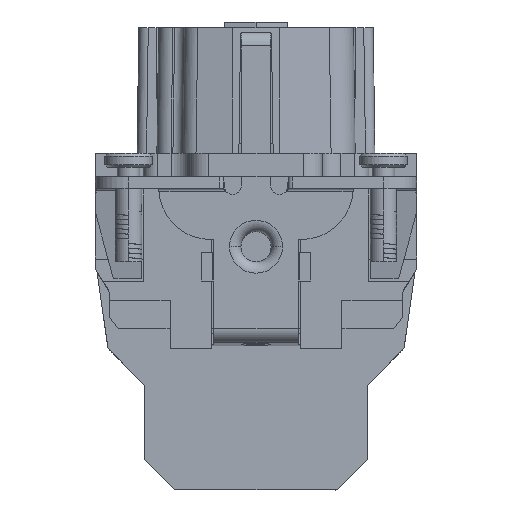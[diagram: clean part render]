
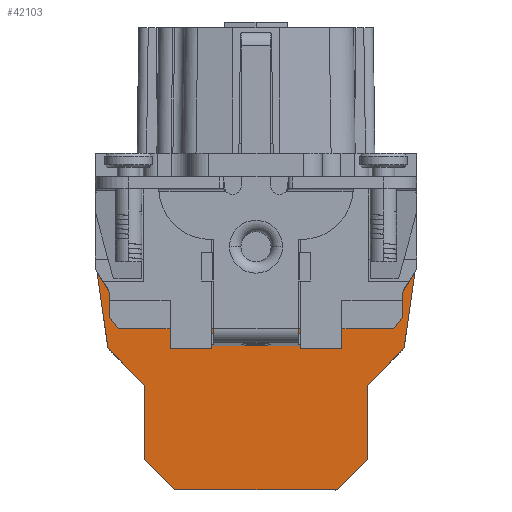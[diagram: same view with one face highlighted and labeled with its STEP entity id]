
A CAD part, left-side view. The second image highlights one B-rep face of the part: STEP entity #42103.
In plain terms, the highlighted planar face has unit normal (-1, 0, 0).
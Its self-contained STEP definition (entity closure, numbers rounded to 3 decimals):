
#7081=DIRECTION('',(0.,0.14,-0.99));
#7082=VECTOR('',#7081,8.225);
#7083=CARTESIAN_POINT('',(-17.05,-16.827,
0.923));
#7084=LINE('',#7083,#7082);
#7085=DIRECTION('',(0.,0.708,-0.706));
#7086=VECTOR('',#7085,5.431);
#7087=CARTESIAN_POINT('',(-17.05,-15.672,
-7.22));
#7088=LINE('',#7087,#7086);
#7089=DIRECTION('',(0.,0.,-1.));
#7090=VECTOR('',#7089,7.845);
#7091=CARTESIAN_POINT('',(-17.05,-11.827,-11.055));
#7092=LINE('',#7091,#7090);
#7093=DIRECTION('',(0.,0.706,-0.709));
#7094=VECTOR('',#7093,4.394);
#7095=CARTESIAN_POINT('',(-17.05,-11.827,-18.9));
#7096=LINE('',#7095,#7094);
#7097=CARTESIAN_POINT('',(-17.05,-8.372,-21.661));
#7098=DIRECTION('',(1.,0.,0.));
#7099=DIRECTION('',(0.,-0.709,-0.706));
#7100=AXIS2_PLACEMENT_3D('',#7097,#7098,#7099);
#7102=DIRECTION('',(0.,1.,0.));
#7103=VECTOR('',#7102,16.744);
#7104=CARTESIAN_POINT('',(-17.05,-8.372,
-22.161));
#7105=LINE('',#7104,#7103);
#7106=CARTESIAN_POINT('',(-17.05,8.372,-21.66));
#7107=DIRECTION('',(1.,0.,0.));
#7108=DIRECTION('',(0.,0.,-1.));
#7109=AXIS2_PLACEMENT_3D('',#7106,#7107,#7108);
#7111=DIRECTION('',(0.,0.706,0.709));
#7112=VECTOR('',#7111,4.393);
#7113=CARTESIAN_POINT('',(-17.05,8.726,
-22.013));
#7114=LINE('',#7113,#7112);
#7115=DIRECTION('',(0.,0.,1.));
#7116=VECTOR('',#7115,7.845);
#7117=CARTESIAN_POINT('',(-17.05,11.826,-18.9));
#7118=LINE('',#7117,#7116);
#7119=DIRECTION('',(0.,0.708,0.706));
#7120=VECTOR('',#7119,5.431);
#7121=CARTESIAN_POINT('',(-17.05,11.826,-11.055));
#7122=LINE('',#7121,#7120);
#7123=DIRECTION('',(0.,0.14,0.99));
#7124=VECTOR('',#7123,8.222);
#7125=CARTESIAN_POINT('',(-17.05,15.671,
-7.22));
#7126=LINE('',#7125,#7124);
#7127=DIRECTION('',(0.,1.,0.));
#7128=VECTOR('',#7127,2.);
#7129=CARTESIAN_POINT('',(-17.05,-14.6,-5.1));
#7130=LINE('',#7129,#7128);
#7131=DIRECTION('',(0.,1.,0.));
#7132=VECTOR('',#7131,25.);
#7133=CARTESIAN_POINT('',(-17.05,-10.4,-5.1));
#7134=LINE('',#7133,#7132);
#7167=DIRECTION('',(0.,0.,1.));
#7168=VECTOR('',#7167,9.9);
#7169=CARTESIAN_POINT('',(-17.05,-12.6,-5.1));
#7170=LINE('',#7169,#7168);
#7175=CARTESIAN_POINT('',(-17.05,-11.5,4.8));
#7176=DIRECTION('',(-1.,0.,0.));
#7177=DIRECTION('',(0.,-1.,0.));
#7178=AXIS2_PLACEMENT_3D('',#7175,#7176,#7177);
#7188=DIRECTION('',(0.,0.,-1.));
#7189=VECTOR('',#7188,9.9);
#7190=CARTESIAN_POINT('',(-17.05,-10.4,
4.8));
#7191=LINE('',#7190,#7189);
#7218=DIRECTION('',(0.,-0.6,-0.8));
#7219=VECTOR('',#7218,1.5);
#7220=CARTESIAN_POINT('',(-17.05,15.5,-3.9));
#7221=LINE('',#7220,#7219);
#7226=DIRECTION('',(0.,0.,-1.));
#7227=VECTOR('',#7226,2.7);
#7228=CARTESIAN_POINT('',(-17.05,15.5,-1.2));
#7229=LINE('',#7228,#7227);
#7238=DIRECTION('',(0.,-0.53,-0.848));
#7239=VECTOR('',#7238,2.501);
#7240=CARTESIAN_POINT('',(-17.05,16.826,
0.921));
#7241=LINE('',#7240,#7239);
#7665=DIRECTION('',(0.,0.53,-0.848));
#7666=VECTOR('',#7665,2.504);
#7667=CARTESIAN_POINT('',(-17.05,-16.827,
0.923));
#7668=LINE('',#7667,#7666);
#7673=DIRECTION('',(0.,0.,-1.));
#7674=VECTOR('',#7673,2.7);
#7675=CARTESIAN_POINT('',(-17.05,-15.5,-1.2));
#7676=LINE('',#7675,#7674);
#7685=DIRECTION('',(0.,0.6,-0.8));
#7686=VECTOR('',#7685,1.5);
#7687=CARTESIAN_POINT('',(-17.05,-15.5,-3.9));
#7688=LINE('',#7687,#7686);
#28386=CARTESIAN_POINT('',(-17.05,-15.672,
-7.22));
#28387=CARTESIAN_POINT('',(-17.05,-11.827,-11.055));
#28388=VERTEX_POINT('',#28386);
#28389=VERTEX_POINT('',#28387);
#28390=CARTESIAN_POINT('',(-17.05,-11.827,-18.9));
#28391=VERTEX_POINT('',#28390);
#28392=CARTESIAN_POINT('',(-17.05,-8.727,
-22.014));
#28393=VERTEX_POINT('',#28392);
#28394=CARTESIAN_POINT('',(-17.05,-8.372,
-22.161));
#28395=VERTEX_POINT('',#28394);
#28396=CARTESIAN_POINT('',(-17.05,8.372,
-22.16));
#28397=VERTEX_POINT('',#28396);
#28398=CARTESIAN_POINT('',(-17.05,8.726,
-22.013));
#28399=VERTEX_POINT('',#28398);
#28400=CARTESIAN_POINT('',(-17.05,11.826,-18.9));
#28401=VERTEX_POINT('',#28400);
#28402=CARTESIAN_POINT('',(-17.05,11.826,-11.055));
#28403=VERTEX_POINT('',#28402);
#28404=CARTESIAN_POINT('',(-17.05,15.671,
-7.22));
#28405=VERTEX_POINT('',#28404);
#28506=CARTESIAN_POINT('',(-17.05,-14.6,-5.1));
#28507=CARTESIAN_POINT('',(-17.05,-12.6,-5.1));
#28508=VERTEX_POINT('',#28506);
#28509=VERTEX_POINT('',#28507);
#28510=CARTESIAN_POINT('',(-17.05,-10.4,-5.1));
#28511=CARTESIAN_POINT('',(-17.05,14.6,-5.1));
#28512=VERTEX_POINT('',#28510);
#28513=VERTEX_POINT('',#28511);
#28526=CARTESIAN_POINT('',(-17.05,-16.827,
0.923));
#28527=VERTEX_POINT('',#28526);
#28528=CARTESIAN_POINT('',(-17.05,16.826,
0.921));
#28529=VERTEX_POINT('',#28528);
#28562=CARTESIAN_POINT('',(-17.05,-15.5,-3.9));
#28563=VERTEX_POINT('',#28562);
#28564=CARTESIAN_POINT('',(-17.05,-15.5,-1.2));
#28565=VERTEX_POINT('',#28564);
#28566=CARTESIAN_POINT('',(-17.05,15.5,-1.2));
#28567=CARTESIAN_POINT('',(-17.05,15.5,-3.9));
#28568=VERTEX_POINT('',#28566);
#28569=VERTEX_POINT('',#28567);
#28570=CARTESIAN_POINT('',(-17.05,-12.6,4.8));
#28571=VERTEX_POINT('',#28570);
#28572=CARTESIAN_POINT('',(-17.05,-10.4,
4.8));
#28573=VERTEX_POINT('',#28572);
#42053=CARTESIAN_POINT('',(-17.05,0.,0.));
#42054=DIRECTION('',(1.,0.,0.));
#42055=DIRECTION('',(0.,1.,0.));
#42056=AXIS2_PLACEMENT_3D('',#42053,#42054,#42055);
#42057=PLANE('',#42056);
#42059=ORIENTED_EDGE('',*,*,#42058,.F.);
#42061=ORIENTED_EDGE('',*,*,#42060,.F.);
#42063=ORIENTED_EDGE('',*,*,#42062,.F.);
#42065=ORIENTED_EDGE('',*,*,#42064,.F.);
#42067=ORIENTED_EDGE('',*,*,#42066,.T.);
#42069=ORIENTED_EDGE('',*,*,#42068,.T.);
#42071=ORIENTED_EDGE('',*,*,#42070,.T.);
#42073=ORIENTED_EDGE('',*,*,#42072,.T.);
#42075=ORIENTED_EDGE('',*,*,#42074,.T.);
#42077=ORIENTED_EDGE('',*,*,#42076,.T.);
#42079=ORIENTED_EDGE('',*,*,#42078,.T.);
#42081=ORIENTED_EDGE('',*,*,#42080,.T.);
#42083=ORIENTED_EDGE('',*,*,#42082,.T.);
#42085=ORIENTED_EDGE('',*,*,#42084,.T.);
#42086=ORIENTED_EDGE('',*,*,#41657,.T.);
#42088=ORIENTED_EDGE('',*,*,#42087,.T.);
#42090=ORIENTED_EDGE('',*,*,#42089,.T.);
#42092=ORIENTED_EDGE('',*,*,#42091,.T.);
#42094=ORIENTED_EDGE('',*,*,#42093,.F.);
#42096=ORIENTED_EDGE('',*,*,#42095,.F.);
#42098=ORIENTED_EDGE('',*,*,#42097,.F.);
#42100=ORIENTED_EDGE('',*,*,#42099,.F.);
#42101=EDGE_LOOP('',(#42059,#42061,#42063,#42065,#42067,#42069,#42071,#42073,
#42075,#42077,#42079,#42081,#42083,#42085,#42086,#42088,#42090,#42092,#42094,
#42096,#42098,#42100));
#42102=FACE_OUTER_BOUND('',#42101,.F.);
#42103=ADVANCED_FACE('',(#42102),#42057,.F.);
#7101=CIRCLE('',#7100,0.5);
#7110=CIRCLE('',#7109,0.5);
#7179=CIRCLE('',#7178,1.1);
#41657=EDGE_CURVE('',#28405,#28529,#7126,.T.);
#42058=EDGE_CURVE('',#28508,#28509,#7130,.T.);
#42060=EDGE_CURVE('',#28563,#28508,#7688,.T.);
#42062=EDGE_CURVE('',#28565,#28563,#7676,.T.);
#42064=EDGE_CURVE('',#28527,#28565,#7668,.T.);
#42066=EDGE_CURVE('',#28527,#28388,#7084,.T.);
#42068=EDGE_CURVE('',#28388,#28389,#7088,.T.);
#42070=EDGE_CURVE('',#28389,#28391,#7092,.T.);
#42072=EDGE_CURVE('',#28391,#28393,#7096,.T.);
#42074=EDGE_CURVE('',#28393,#28395,#7101,.T.);
#42076=EDGE_CURVE('',#28395,#28397,#7105,.T.);
#42078=EDGE_CURVE('',#28397,#28399,#7110,.T.);
#42080=EDGE_CURVE('',#28399,#28401,#7114,.T.);
#42082=EDGE_CURVE('',#28401,#28403,#7118,.T.);
#42084=EDGE_CURVE('',#28403,#28405,#7122,.T.);
#42087=EDGE_CURVE('',#28529,#28568,#7241,.T.);
#42089=EDGE_CURVE('',#28568,#28569,#7229,.T.);
#42091=EDGE_CURVE('',#28569,#28513,#7221,.T.);
#42093=EDGE_CURVE('',#28512,#28513,#7134,.T.);
#42095=EDGE_CURVE('',#28573,#28512,#7191,.T.);
#42097=EDGE_CURVE('',#28571,#28573,#7179,.T.);
#42099=EDGE_CURVE('',#28509,#28571,#7170,.T.);
